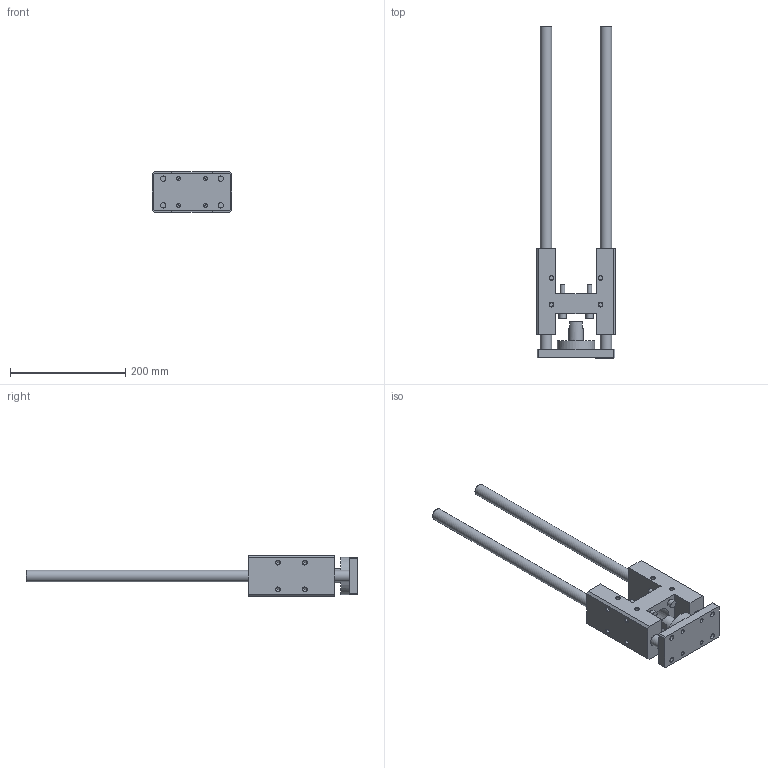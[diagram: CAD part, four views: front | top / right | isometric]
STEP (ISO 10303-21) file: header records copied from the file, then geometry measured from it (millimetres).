
FILE_DESCRIPTION(/* description */ ('Unknown'),/* implementation_level */ '2;1');
FILE_NAME(/* name */ '1320.50.350.GLB',/* time_stamp */ '2018-12-18T11:20:55-05:00',/* author */ ('Unknown'),/* organization */ ('Unknown'),/* preprocessor_version */ 'ST-DEVELOPER v16.7',/* originating_system */ 'DEX',/* authorisation */ $);
FILE_SCHEMA (('AUTOMOTIVE_DESIGN {1 0 10303 214 3 1 1}'));
Length unit declared in the file: millimetre
Products named in the file (3): 1320.50.350.GLB; corpo-glb_50; piastra-glb_50
Assembly tree (2 placements, depth 2):
  1320.50.350.GLB
    corpo-glb_50
    piastra-glb_50
Bounding box: 137 x 575 x 70 mm (x, y, z)
Volume: 1265132.3 mm3; surface area: 210816.1 mm2
Topology: 2 solids, 2 shells, 121 faces, 272 edges, 170 vertices
Faces by surface type: plane 57, cylinder 40, cone 24
Full cylindrical faces by diameter (mm): 6.75 x16, 8 x4, 9 x4, 13 x4, 14.5 x1, 15 x4, 20 x4, 25 x1, 40 x1, 65 x1
Entity records: 3066 total; most frequent: DIRECTION 552, CARTESIAN_POINT 481, ORIENTED_EDGE 386, AXIS2_PLACEMENT_3D 235, FACE_BOUND 231, EDGE_LOOP 222, EDGE_CURVE 193, VERTEX_POINT 164
